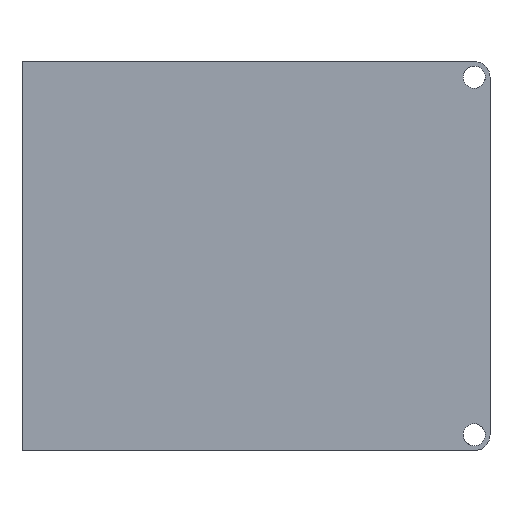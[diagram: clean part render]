
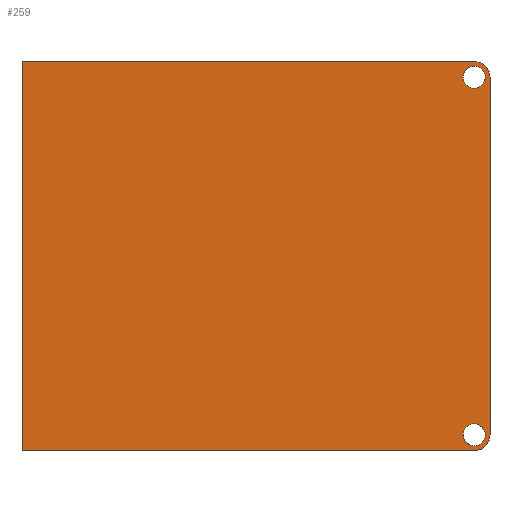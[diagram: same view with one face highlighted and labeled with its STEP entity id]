
A CAD part, top view. The second image highlights one B-rep face of the part: STEP entity #259.
In plain terms, the highlighted planar face has unit normal (0, 0, 1).
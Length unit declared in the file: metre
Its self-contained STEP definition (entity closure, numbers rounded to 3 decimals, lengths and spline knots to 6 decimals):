
#29=LINE('',#409,#46);
#34=LINE('',#422,#51);
#37=LINE('',#429,#54);
#40=LINE('',#436,#57);
#46=VECTOR('',#327,1.);
#51=VECTOR('',#336,1.);
#54=VECTOR('',#343,1.);
#57=VECTOR('',#348,1.);
#83=ORIENTED_EDGE('',*,*,#154,.T.);
#84=ORIENTED_EDGE('',*,*,#155,.T.);
#85=ORIENTED_EDGE('',*,*,#152,.F.);
#86=ORIENTED_EDGE('',*,*,#156,.T.);
#87=ORIENTED_EDGE('',*,*,#139,.F.);
#88=ORIENTED_EDGE('',*,*,#145,.T.);
#89=ORIENTED_EDGE('',*,*,#149,.T.);
#90=ORIENTED_EDGE('',*,*,#157,.T.);
#139=EDGE_CURVE('',#176,#177,#29,.T.);
#145=EDGE_CURVE('',#176,#181,#34,.T.);
#149=EDGE_CURVE('',#181,#183,#37,.T.);
#152=EDGE_CURVE('',#186,#187,#40,.T.);
#154=EDGE_CURVE('',#188,#188,#198,.T.);
#155=EDGE_CURVE('',#189,#189,#199,.T.);
#156=EDGE_CURVE('',#186,#177,#200,.T.);
#157=EDGE_CURVE('',#183,#187,#201,.T.);
#176=VERTEX_POINT('',#410);
#177=VERTEX_POINT('',#411);
#181=VERTEX_POINT('',#421);
#183=VERTEX_POINT('',#428);
#186=VERTEX_POINT('',#435);
#187=VERTEX_POINT('',#437);
#188=VERTEX_POINT('',#441);
#189=VERTEX_POINT('',#443);
#198=CIRCLE('',#292,0.0021);
#199=CIRCLE('',#293,0.0021);
#200=CIRCLE('',#294,0.003);
#201=CIRCLE('',#295,0.003);
#215=EDGE_LOOP('',(#83));
#216=EDGE_LOOP('',(#84));
#217=EDGE_LOOP('',(#85,#86,#87,#88,#89,#90));
#234=FACE_BOUND('',#215,.T.);
#235=FACE_BOUND('',#216,.T.);
#236=FACE_BOUND('',#217,.T.);
#253=PLANE('',#291);
#259=ADVANCED_FACE('',(#234,#235,#236),#253,.T.);
#291=AXIS2_PLACEMENT_3D('',#439,#350,#351);
#292=AXIS2_PLACEMENT_3D('',#440,#352,#353);
#293=AXIS2_PLACEMENT_3D('',#442,#354,#355);
#294=AXIS2_PLACEMENT_3D('',#444,#356,#357);
#295=AXIS2_PLACEMENT_3D('',#445,#358,#359);
#327=DIRECTION('',(1.,0.,0.));
#336=DIRECTION('',(0.,-1.,0.));
#343=DIRECTION('',(1.,0.,0.));
#348=DIRECTION('',(0.,-1.,0.));
#350=DIRECTION('',(0.,0.,1.));
#351=DIRECTION('',(1.,0.,0.));
#352=DIRECTION('',(0.,0.,-1.));
#353=DIRECTION('',(-1.,0.,0.));
#354=DIRECTION('',(0.,0.,-1.));
#355=DIRECTION('',(-1.,0.,0.));
#356=DIRECTION('',(0.,0.,1.));
#357=DIRECTION('',(1.,0.,0.));
#358=DIRECTION('',(0.,0.,1.));
#359=DIRECTION('',(1.,0.,0.));
#409=CARTESIAN_POINT('',(0.,0.037,0.005));
#410=CARTESIAN_POINT('',(-0.0445,0.037,0.005));
#411=CARTESIAN_POINT('',(0.0415,0.037,0.005));
#421=CARTESIAN_POINT('',(-0.0445,-0.037,0.005));
#422=CARTESIAN_POINT('',(-0.0445,0.,0.005));
#428=CARTESIAN_POINT('',(0.0415,-0.037,0.005));
#429=CARTESIAN_POINT('',(0.,-0.037,0.005));
#435=CARTESIAN_POINT('',(0.0445,0.034,0.005));
#436=CARTESIAN_POINT('',(0.0445,0.,0.005));
#437=CARTESIAN_POINT('',(0.0445,-0.034,0.005));
#439=CARTESIAN_POINT('',(0.,0.,0.005));
#440=CARTESIAN_POINT('',(0.0415,0.034,0.005));
#441=CARTESIAN_POINT('',(0.0394,0.034,0.005));
#442=CARTESIAN_POINT('',(0.0415,-0.034,0.005));
#443=CARTESIAN_POINT('',(0.0394,-0.034,0.005));
#444=CARTESIAN_POINT('',(0.0415,0.034,0.005));
#445=CARTESIAN_POINT('',(0.0415,-0.034,0.005));
